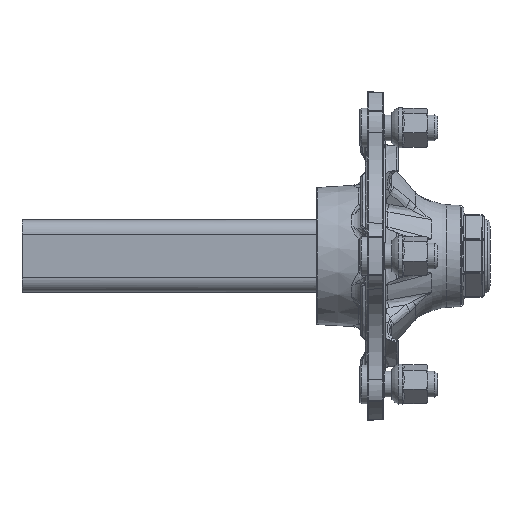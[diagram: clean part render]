
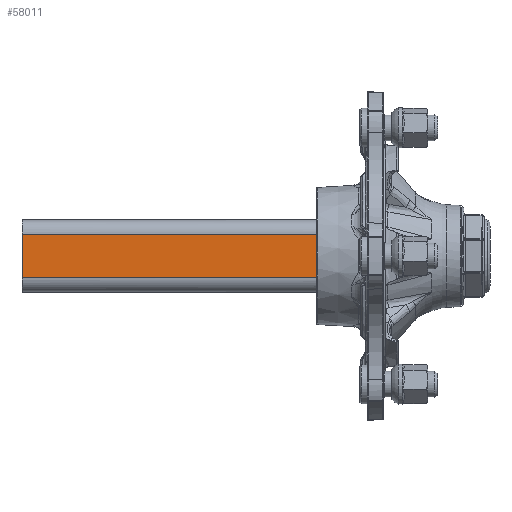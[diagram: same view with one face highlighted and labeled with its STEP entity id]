
A CAD part, front view. The second image highlights one B-rep face of the part: STEP entity #58011.
In plain terms, the highlighted planar face has unit normal (0, -1, 0).
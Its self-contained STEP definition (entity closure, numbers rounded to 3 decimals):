
#1547=(
BOUNDED_CURVE()
B_SPLINE_CURVE(2,(#108384,#108385,#108386),.UNSPECIFIED.,.F.,.F.)
B_SPLINE_CURVE_WITH_KNOTS((3,3),(0.,0.042),.UNSPECIFIED.)
CURVE()
GEOMETRIC_REPRESENTATION_ITEM()
RATIONAL_B_SPLINE_CURVE((1.,1.001,1.002))
REPRESENTATION_ITEM('')
);
#1549=(
BOUNDED_CURVE()
B_SPLINE_CURVE(2,(#108414,#108415,#108416),.UNSPECIFIED.,.F.,.F.)
B_SPLINE_CURVE_WITH_KNOTS((3,3),(3.748,3.79),
 .UNSPECIFIED.)
CURVE()
GEOMETRIC_REPRESENTATION_ITEM()
RATIONAL_B_SPLINE_CURVE((1.002,1.001,1.))
REPRESENTATION_ITEM('')
);
#3440=LINE('',#108446,#6089);
#3441=LINE('',#108448,#6090);
#3442=LINE('',#108450,#6091);
#3443=LINE('',#108451,#6092);
#6089=VECTOR('',#73548,208.959);
#6090=VECTOR('',#73551,29.394);
#6091=VECTOR('',#73552,30.);
#6092=VECTOR('',#73553,208.959);
#10739=PLANE('',#62680);
#13208=FACE_OUTER_BOUND('',#16507,.T.);
#16507=EDGE_LOOP('',(#46478,#46479,#46480,#46481,#46482,#46483));
#24791=VERTEX_POINT('',#108382);
#24792=VERTEX_POINT('',#108383);
#24795=VERTEX_POINT('',#108412);
#24796=VERTEX_POINT('',#108413);
#24800=VERTEX_POINT('',#108444);
#24801=VERTEX_POINT('',#108449);
#32258=EDGE_CURVE('',#24791,#24792,#1547,.T.);
#32262=EDGE_CURVE('',#24795,#24796,#1549,.T.);
#32268=EDGE_CURVE('',#24800,#24792,#3440,.T.);
#32269=EDGE_CURVE('',#24791,#24796,#3441,.T.);
#32270=EDGE_CURVE('',#24800,#24801,#3442,.T.);
#32271=EDGE_CURVE('',#24795,#24801,#3443,.T.);
#46478=ORIENTED_EDGE('',*,*,#32262,.T.);
#46479=ORIENTED_EDGE('',*,*,#32269,.F.);
#46480=ORIENTED_EDGE('',*,*,#32258,.T.);
#46481=ORIENTED_EDGE('',*,*,#32268,.F.);
#46482=ORIENTED_EDGE('',*,*,#32270,.T.);
#46483=ORIENTED_EDGE('',*,*,#32271,.F.);
#58011=ADVANCED_FACE('',(#13208),#10739,.T.);
#62680=AXIS2_PLACEMENT_3D('',#108447,#73549,#73550);
#73548=DIRECTION('',(1.,0.,0.));
#73549=DIRECTION('center_axis',(0.,-1.,0.));
#73550=DIRECTION('ref_axis',(0.,0.,-1.));
#73551=DIRECTION('',(0.,0.,-1.));
#73552=DIRECTION('',(0.,0.,-1.));
#73553=DIRECTION('',(-1.,0.,0.));
#108382=CARTESIAN_POINT('',(0.,-25.,14.697));
#108383=CARTESIAN_POINT('',(-0.041,-25.,15.));
#108384=CARTESIAN_POINT('Ctrl Pts',(0.,-25.,14.697));
#108385=CARTESIAN_POINT('Ctrl Pts',(-0.021,-25.,14.848));
#108386=CARTESIAN_POINT('Ctrl Pts',(-0.041,-25.,15.));
#108412=CARTESIAN_POINT('',(-0.041,-25.,-15.));
#108413=CARTESIAN_POINT('',(0.,-25.,-14.697));
#108414=CARTESIAN_POINT('Ctrl Pts',(-0.041,-25.,-15.));
#108415=CARTESIAN_POINT('Ctrl Pts',(-0.021,-25.,-14.848));
#108416=CARTESIAN_POINT('Ctrl Pts',(0.,-25.,-14.697));
#108444=CARTESIAN_POINT('',(-209.,-25.,15.));
#108446=CARTESIAN_POINT('',(0.,-25.,15.));
#108447=CARTESIAN_POINT('Origin',(0.,-25.,25.));
#108448=CARTESIAN_POINT('',(0.,-25.,27.168));
#108449=CARTESIAN_POINT('',(-209.,-25.,-15.));
#108450=CARTESIAN_POINT('',(-209.,-25.,25.));
#108451=CARTESIAN_POINT('',(0.,-25.,-15.));
